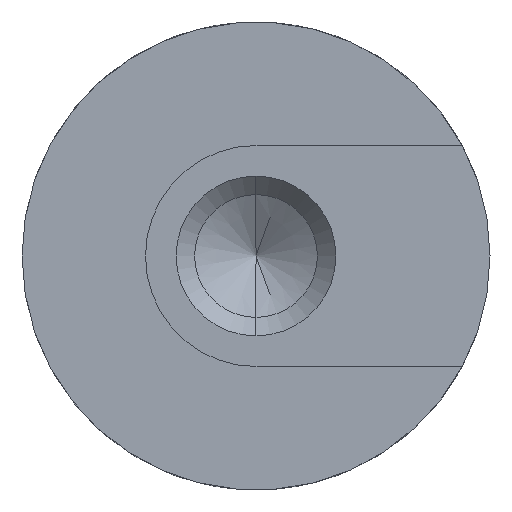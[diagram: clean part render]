
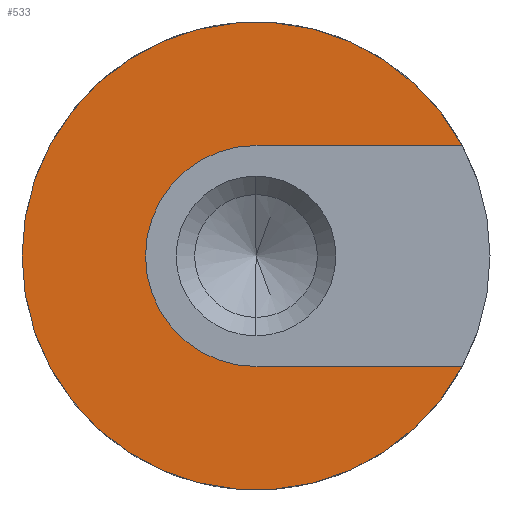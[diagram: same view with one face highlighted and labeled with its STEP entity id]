
A CAD part, left-side view. The second image highlights one B-rep face of the part: STEP entity #533.
In plain terms, the highlighted planar face has unit normal (-1, 0, 0).
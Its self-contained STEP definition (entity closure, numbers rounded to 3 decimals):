
#38 = CARTESIAN_POINT ( 'NONE',  ( 0., 0., -4.499 ) ) ;
#42 = ORIENTED_EDGE ( 'NONE', *, *, #698, .F. ) ;
#62 = VECTOR ( 'NONE', #311, 1000. ) ;
#90 = CARTESIAN_POINT ( 'NONE',  ( 0., 9.525, 0. ) ) ;
#97 = DIRECTION ( 'NONE',  ( 1., 0., 0. ) ) ;
#107 = VECTOR ( 'NONE', #362, 1000. ) ;
#113 = VERTEX_POINT ( 'NONE', #141 ) ;
#115 = VERTEX_POINT ( 'NONE', #712 ) ;
#141 = CARTESIAN_POINT ( 'NONE',  ( 0., -8.396, -4.499 ) ) ;
#165 = DIRECTION ( 'NONE',  ( -1., 0., 0. ) ) ;
#170 = CARTESIAN_POINT ( 'NONE',  ( 0., 9.525, 0. ) ) ;
#177 = LINE ( 'NONE', #38, #62 ) ;
#182 = CARTESIAN_POINT ( 'NONE',  ( 0., 0., 0. ) ) ;
#194 = EDGE_LOOP ( 'NONE', ( #42, #544, #793, #235, #243, #514 ) ) ;
#198 = VERTEX_POINT ( 'NONE', #367 ) ;
#219 = LINE ( 'NONE', #856, #107 ) ;
#229 = DIRECTION ( 'NONE',  ( 0., 1., 0. ) ) ;
#233 = CARTESIAN_POINT ( 'NONE',  ( 0., 0., 0. ) ) ;
#235 = ORIENTED_EDGE ( 'NONE', *, *, #825, .F. ) ;
#243 = ORIENTED_EDGE ( 'NONE', *, *, #881, .F. ) ;
#252 = DIRECTION ( 'NONE',  ( -1., 0., 0. ) ) ;
#284 = CARTESIAN_POINT ( 'NONE',  ( 0., 4.499, 0. ) ) ;
#291 = AXIS2_PLACEMENT_3D ( 'NONE', #170, #165, #520 ) ;
#311 = DIRECTION ( 'NONE',  ( 0., -1., 0. ) ) ;
#348 = AXIS2_PLACEMENT_3D ( 'NONE', #233, #97, #229 ) ;
#362 = DIRECTION ( 'NONE',  ( 0., 1., 0. ) ) ;
#367 = CARTESIAN_POINT ( 'NONE',  ( 0., -8.396, 4.499 ) ) ;
#413 = AXIS2_PLACEMENT_3D ( 'NONE', #182, #731, #518 ) ;
#417 = EDGE_CURVE ( 'NONE', #552, #638, #795, .T. ) ;
#456 = PLANE ( 'NONE',  #291 ) ;
#470 = CARTESIAN_POINT ( 'NONE',  ( 0., 0., 0. ) ) ;
#491 = DIRECTION ( 'NONE',  ( 0., -1., 0. ) ) ;
#514 = ORIENTED_EDGE ( 'NONE', *, *, #417, .F. ) ;
#518 = DIRECTION ( 'NONE',  ( 0., 1., 0. ) ) ;
#520 = DIRECTION ( 'NONE',  ( 0., -1., 0. ) ) ;
#533 = ADVANCED_FACE ( 'NONE', ( #727 ), #456, .T. ) ;
#543 = DIRECTION ( 'NONE',  ( -1., 0., 0. ) ) ;
#544 = ORIENTED_EDGE ( 'NONE', *, *, #605, .F. ) ;
#552 = VERTEX_POINT ( 'NONE', #647 ) ;
#566 = CIRCLE ( 'NONE', #348, 9.525 ) ;
#568 = AXIS2_PLACEMENT_3D ( 'NONE', #470, #543, #673 ) ;
#579 = CIRCLE ( 'NONE', #413, 9.525 ) ;
#595 = CARTESIAN_POINT ( 'NONE',  ( 0., 0., 0. ) ) ;
#605 = EDGE_CURVE ( 'NONE', #689, #198, #566, .T. ) ;
#638 = VERTEX_POINT ( 'NONE', #284 ) ;
#647 = CARTESIAN_POINT ( 'NONE',  ( 0., 0., 4.499 ) ) ;
#673 = DIRECTION ( 'NONE',  ( 0., -1., 0. ) ) ;
#689 = VERTEX_POINT ( 'NONE', #90 ) ;
#698 = EDGE_CURVE ( 'NONE', #198, #552, #219, .T. ) ;
#712 = CARTESIAN_POINT ( 'NONE',  ( 0., 0., -4.499 ) ) ;
#727 = FACE_OUTER_BOUND ( 'NONE', #194, .T. ) ;
#731 = DIRECTION ( 'NONE',  ( 1., 0., 0. ) ) ;
#759 = EDGE_CURVE ( 'NONE', #113, #689, #579, .T. ) ;
#765 = AXIS2_PLACEMENT_3D ( 'NONE', #595, #252, #491 ) ;
#793 = ORIENTED_EDGE ( 'NONE', *, *, #759, .F. ) ;
#795 = CIRCLE ( 'NONE', #765, 4.499 ) ;
#825 = EDGE_CURVE ( 'NONE', #115, #113, #177, .T. ) ;
#829 = CIRCLE ( 'NONE', #568, 4.499 ) ;
#856 = CARTESIAN_POINT ( 'NONE',  ( 0., 0., 4.499 ) ) ;
#881 = EDGE_CURVE ( 'NONE', #638, #115, #829, .T. ) ;
